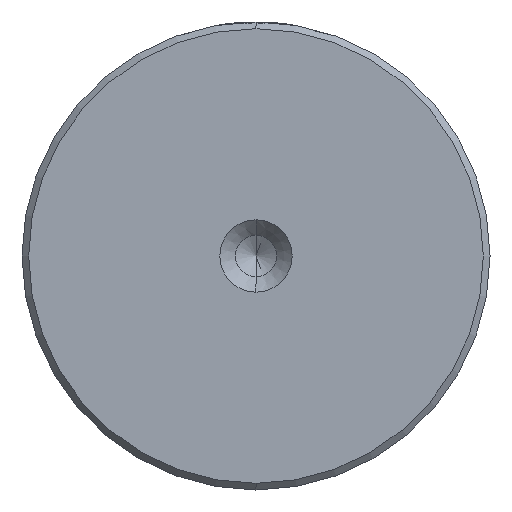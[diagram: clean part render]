
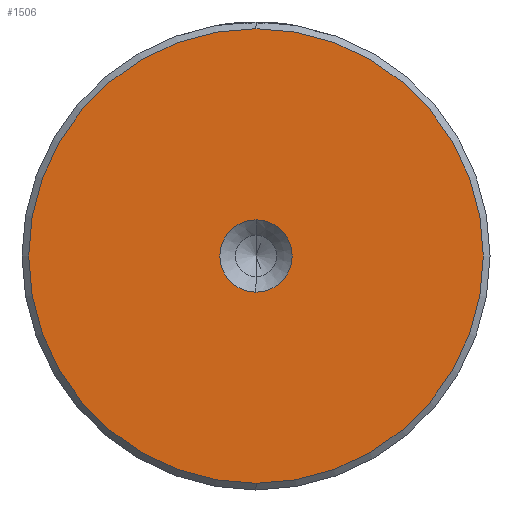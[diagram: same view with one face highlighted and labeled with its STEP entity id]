
A CAD part, left-side view. The second image highlights one B-rep face of the part: STEP entity #1506.
In plain terms, the highlighted planar face has unit normal (-1, 0, 0).
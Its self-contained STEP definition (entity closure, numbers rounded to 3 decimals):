
#29 = CARTESIAN_POINT ( 'NONE',  ( 0., 0., 2.7 ) ) ;
#61 = AXIS2_PLACEMENT_3D ( 'NONE', #94, #1457, #288 ) ;
#94 = CARTESIAN_POINT ( 'NONE',  ( 0., 0., 0. ) ) ;
#143 = AXIS2_PLACEMENT_3D ( 'NONE', #1334, #149, #1348 ) ;
#149 = DIRECTION ( 'NONE',  ( -1., 0., 0. ) ) ;
#170 = AXIS2_PLACEMENT_3D ( 'NONE', #1582, #421, #1772 ) ;
#288 = DIRECTION ( 'NONE',  ( 0., 0., 1. ) ) ;
#421 = DIRECTION ( 'NONE',  ( -1., 0., 0. ) ) ;
#456 = VERTEX_POINT ( 'NONE', #29 ) ;
#539 = FACE_BOUND ( 'NONE', #2415, .T. ) ;
#639 = CARTESIAN_POINT ( 'NONE',  ( 0., 0., 0. ) ) ;
#706 = CARTESIAN_POINT ( 'NONE',  ( 0., 0., -2.7 ) ) ;
#764 = AXIS2_PLACEMENT_3D ( 'NONE', #1180, #1002, #995 ) ;
#789 = EDGE_CURVE ( 'NONE', #1999, #1540, #1863, .T. ) ;
#838 = DIRECTION ( 'NONE',  ( 0., 0., 1. ) ) ;
#942 = ORIENTED_EDGE ( 'NONE', *, *, #1007, .T. ) ;
#954 = EDGE_LOOP ( 'NONE', ( #1120, #942 ) ) ;
#978 = ORIENTED_EDGE ( 'NONE', *, *, #2370, .F. ) ;
#995 = DIRECTION ( 'NONE',  ( 0., 0., 1. ) ) ;
#1002 = DIRECTION ( 'NONE',  ( -1., 0., 0. ) ) ;
#1007 = EDGE_CURVE ( 'NONE', #1540, #1999, #1571, .T. ) ;
#1120 = ORIENTED_EDGE ( 'NONE', *, *, #789, .T. ) ;
#1180 = CARTESIAN_POINT ( 'NONE',  ( 0., 0., 0. ) ) ;
#1200 = VERTEX_POINT ( 'NONE', #706 ) ;
#1334 = CARTESIAN_POINT ( 'NONE',  ( 0., 0., 0. ) ) ;
#1348 = DIRECTION ( 'NONE',  ( 0., 0., 1. ) ) ;
#1457 = DIRECTION ( 'NONE',  ( -1., 0., 0. ) ) ;
#1498 = CARTESIAN_POINT ( 'NONE',  ( 0., 0., 17. ) ) ;
#1506 = ADVANCED_FACE ( 'NONE', ( #1567, #539 ), #2190, .T. ) ;
#1540 = VERTEX_POINT ( 'NONE', #1498 ) ;
#1567 = FACE_OUTER_BOUND ( 'NONE', #954, .T. ) ;
#1571 = CIRCLE ( 'NONE', #170, 17. ) ;
#1582 = CARTESIAN_POINT ( 'NONE',  ( 0., 0., 0. ) ) ;
#1772 = DIRECTION ( 'NONE',  ( 0., 0., 1. ) ) ;
#1863 = CIRCLE ( 'NONE', #764, 17. ) ;
#1981 = DIRECTION ( 'NONE',  ( -1., 0., 0. ) ) ;
#1999 = VERTEX_POINT ( 'NONE', #2256 ) ;
#2050 = EDGE_CURVE ( 'NONE', #456, #1200, #2382, .T. ) ;
#2147 = AXIS2_PLACEMENT_3D ( 'NONE', #639, #1981, #838 ) ;
#2190 = PLANE ( 'NONE',  #61 ) ;
#2256 = CARTESIAN_POINT ( 'NONE',  ( 0., 0., -17. ) ) ;
#2302 = ORIENTED_EDGE ( 'NONE', *, *, #2050, .F. ) ;
#2305 = CIRCLE ( 'NONE', #143, 2.7 ) ;
#2370 = EDGE_CURVE ( 'NONE', #1200, #456, #2305, .T. ) ;
#2382 = CIRCLE ( 'NONE', #2147, 2.7 ) ;
#2415 = EDGE_LOOP ( 'NONE', ( #2302, #978 ) ) ;
